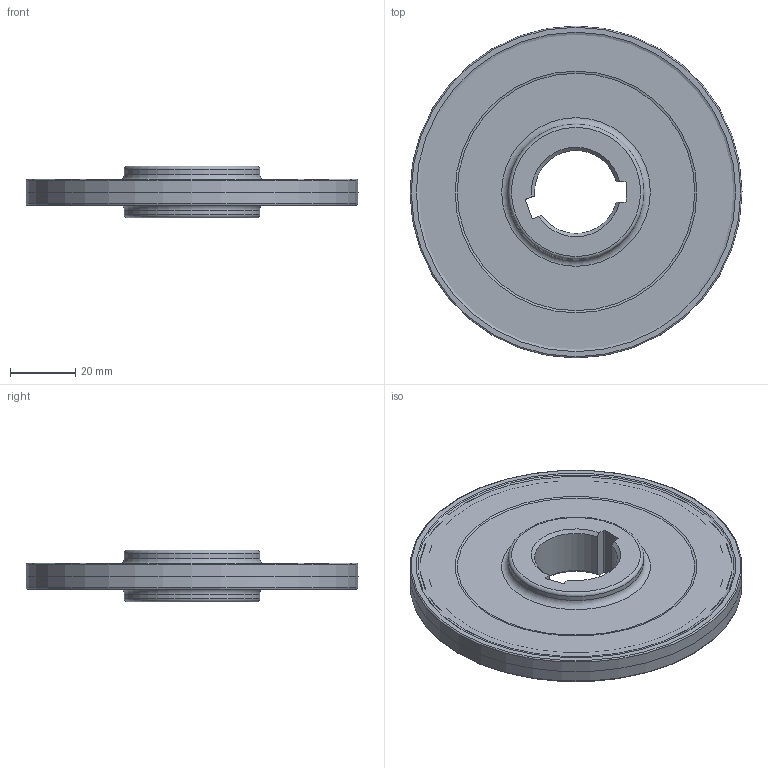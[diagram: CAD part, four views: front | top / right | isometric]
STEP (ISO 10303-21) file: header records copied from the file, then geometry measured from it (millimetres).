
FILE_DESCRIPTION(/* description */ (''),/* implementation_level */ '2;1');
FILE_NAME(/* name */ '335.18-04.00-0.31F-5N.stp',/* time_stamp */ '2014-11-21T22:04:11+06:00',/* author */ (''),/* organization */ (''),/* preprocessor_version */ 'ST-DEVELOPER v11',/* originating_system */ 'SIEMENS PLM Software NX 7.5',/* authorisation */ '');
FILE_SCHEMA (('AUTOMOTIVE_DESIGN { 1 0 10303 214 1 1 1 1 }'));
Length unit declared in the file: millimetre
Products named in the file (1): 335.18-04.00-0.31F-5N
Bounding box: 101.62 x 101.62 x 15.88 mm (x, y, z)
Volume: 70901.7 mm3; surface area: 26337.4 mm2
Topology: 2 solids, 2 shells, 46 faces, 101 edges, 61 vertices
Faces by surface type: cone 14, plane 12, cylinder 10, torus 6, revolution 4
Full cylindrical faces by diameter (mm): 41.505 x2, 91.277 x1, 100.059 x1
Entity records: 1215 total; most frequent: CARTESIAN_POINT 233, DIRECTION 208, ORIENTED_EDGE 154, AXIS2_PLACEMENT_3D 90, EDGE_CURVE 77, EDGE_LOOP 76, VERTEX_POINT 61, FACE_BOUND 60
